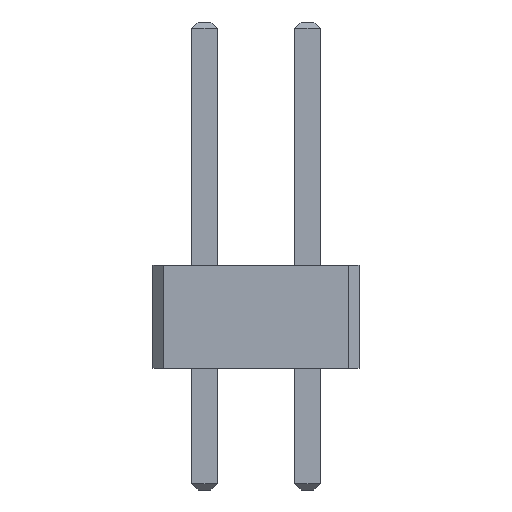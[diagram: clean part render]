
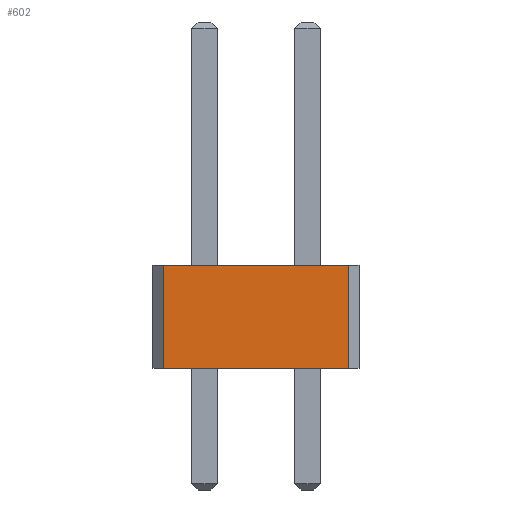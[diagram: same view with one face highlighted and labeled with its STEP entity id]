
A CAD part, front view. The second image highlights one B-rep face of the part: STEP entity #602.
In plain terms, the highlighted planar face has unit normal (0, -1, 0).
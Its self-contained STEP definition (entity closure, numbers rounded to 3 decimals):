
#13=DIRECTION('',(0.,0.,1.));
#27=VECTOR('',#13,1.);
#67=DIRECTION('',(1.,0.,0.));
#589=VERTEX_POINT('',#590);
#590=CARTESIAN_POINT('',(-1.016,-24.13,2.54));
#593=EDGE_CURVE('',#594,#589,#596,.T.);
#594=VERTEX_POINT('',#595);
#595=CARTESIAN_POINT('',(-1.016,-24.13,0.));
#596=LINE('',#595,#27);
#602=ADVANCED_FACE('',(#603),#620,.F.);
#603=FACE_BOUND('',#604,.F.);
#604=EDGE_LOOP('',(#605,#606,#612,#617));
#605=ORIENTED_EDGE('',*,*,#593,.T.);
#606=ORIENTED_EDGE('',*,*,#607,.T.);
#607=EDGE_CURVE('',#589,#608,#610,.T.);
#608=VERTEX_POINT('',#609);
#609=CARTESIAN_POINT('',(3.556,-24.13,2.54));
#610=LINE('',#590,#611);
#611=VECTOR('',#67,1.);
#612=ORIENTED_EDGE('',*,*,#613,.F.);
#613=EDGE_CURVE('',#614,#608,#616,.T.);
#614=VERTEX_POINT('',#615);
#615=CARTESIAN_POINT('',(3.556,-24.13,0.));
#616=LINE('',#615,#27);
#617=ORIENTED_EDGE('',*,*,#618,.F.);
#618=EDGE_CURVE('',#594,#614,#619,.T.);
#619=LINE('',#595,#611);
#620=PLANE('',#621);
#621=AXIS2_PLACEMENT_3D('',#595,#622,#67);
#622=DIRECTION('',(0.,1.,0.));
